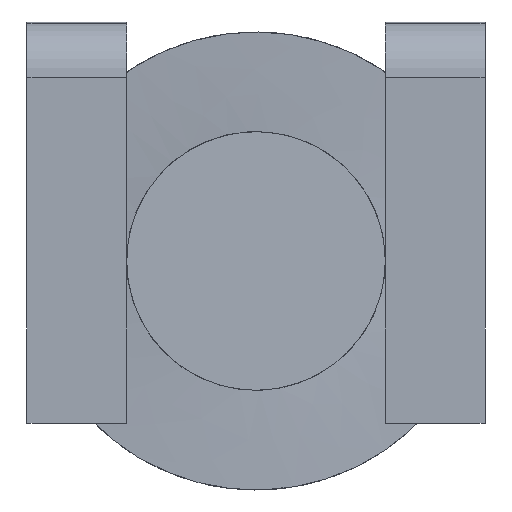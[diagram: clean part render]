
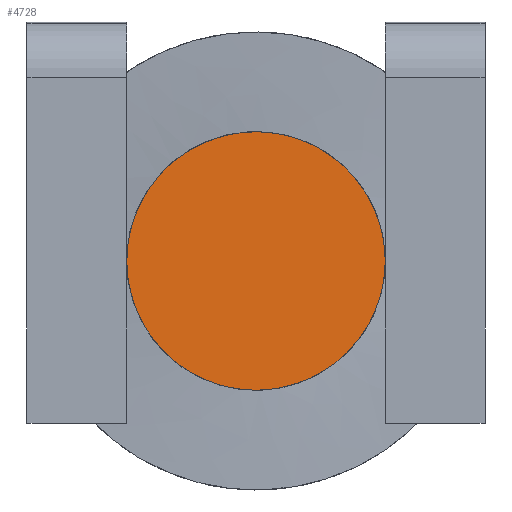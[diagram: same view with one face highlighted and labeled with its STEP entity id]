
A CAD part, front view. The second image highlights one B-rep face of the part: STEP entity #4728.
In plain terms, the highlighted planar face has unit normal (0.07, -0.998, 0).
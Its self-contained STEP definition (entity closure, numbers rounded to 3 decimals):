
#289 = ORIENTED_EDGE ( 'NONE', *, *, #4145, .T. ) ;
#612 = CARTESIAN_POINT ( 'NONE',  ( 0.094, 6.779, 0. ) ) ;
#1047 = DIRECTION ( 'NONE',  ( 0.07, -0.998, 0. ) ) ;
#1067 = VERTEX_POINT ( 'NONE', #4299 ) ;
#1271 = PLANE ( 'NONE',  #3164 ) ;
#1851 = DIRECTION ( 'NONE',  ( 0.07, -0.998, 0. ) ) ;
#2290 = EDGE_CURVE ( 'NONE', #2853, #1067, #3343, .T. ) ;
#2374 = ORIENTED_EDGE ( 'NONE', *, *, #2290, .T. ) ;
#2416 = AXIS2_PLACEMENT_3D ( 'NONE', #612, #1047, #5471 ) ;
#2606 = CIRCLE ( 'NONE', #3629, 5.403 ) ;
#2853 = VERTEX_POINT ( 'NONE', #4584 ) ;
#2959 = EDGE_LOOP ( 'NONE', ( #2374, #289 ) ) ;
#3164 = AXIS2_PLACEMENT_3D ( 'NONE', #3484, #3429, #3891 ) ;
#3343 = CIRCLE ( 'NONE', #2416, 5.403 ) ;
#3429 = DIRECTION ( 'NONE',  ( 0.07, -0.998, 0. ) ) ;
#3484 = CARTESIAN_POINT ( 'NONE',  ( 0.094, 6.779, 0. ) ) ;
#3620 = DIRECTION ( 'NONE',  ( 0.998, 0.07, 0. ) ) ;
#3629 = AXIS2_PLACEMENT_3D ( 'NONE', #4472, #1851, #3620 ) ;
#3891 = DIRECTION ( 'NONE',  ( 0.998, 0.07, 0. ) ) ;
#4145 = EDGE_CURVE ( 'NONE', #1067, #2853, #2606, .T. ) ;
#4299 = CARTESIAN_POINT ( 'NONE',  ( -5.295, 6.402, 0. ) ) ;
#4472 = CARTESIAN_POINT ( 'NONE',  ( 0.094, 6.779, 0. ) ) ;
#4584 = CARTESIAN_POINT ( 'NONE',  ( 5.484, 7.156, 0. ) ) ;
#4728 = ADVANCED_FACE ( 'NONE', ( #4835 ), #1271, .T. ) ;
#4835 = FACE_OUTER_BOUND ( 'NONE', #2959, .T. ) ;
#5471 = DIRECTION ( 'NONE',  ( 0.998, 0.07, 0. ) ) ;
